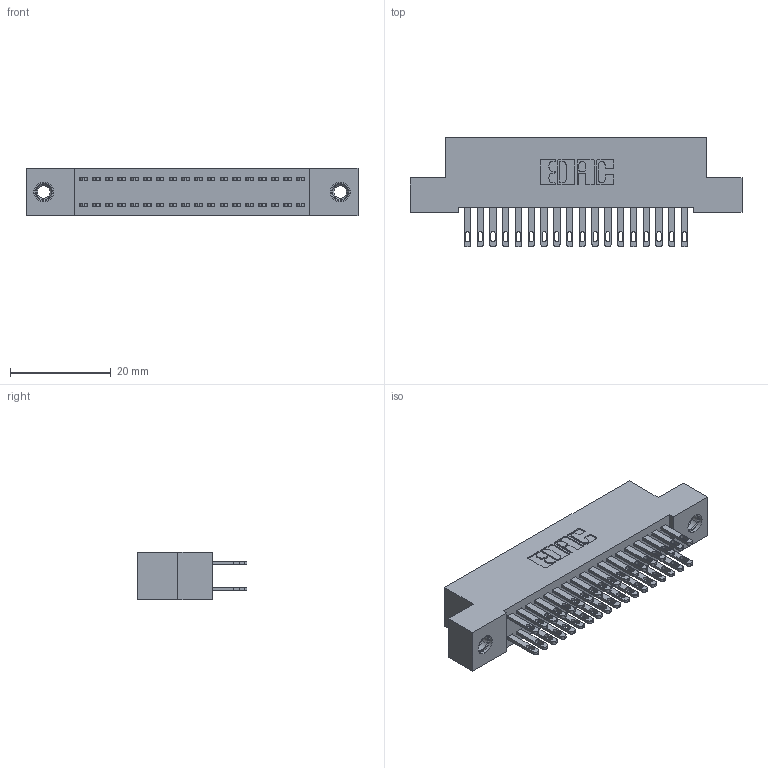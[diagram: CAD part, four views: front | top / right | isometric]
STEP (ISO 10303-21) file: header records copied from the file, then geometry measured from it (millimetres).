
FILE_DESCRIPTION (( 'STEP AP203' ), '1' );
FILE_NAME ('342-036-500-207.STEP', '2018-08-11T19:49:11', ( '' ), ( '' ), 'SwSTEP 2.0', 'SolidWorks 2016', '' );
FILE_SCHEMA (( 'CONFIG_CONTROL_DESIGN' ));
Length unit declared in the file: inch
Products named in the file (4): 342 Part_TI; 345-292-001_345-293-100; 345-250-001_345-250-005-103; 342-036-500-207
Assembly tree (39 placements, depth 2):
  342-036-500-207
    342 Part_TI
    345-292-001_345-293-100  x36
    345-250-001_345-250-005-103  x2
Bounding box: 66.04 x 21.85 x 9.4 mm (x, y, z)
Volume: 5917.4 mm3; surface area: 9411.1 mm2
Topology: 39 solids, 39 shells, 1898 faces, 5727 edges, 3810 vertices
Faces by surface type: plane 1178, cylinder 704, cone 12, torus 4
Entity records: 15668 total; most frequent: CARTESIAN_POINT 2605, ORIENTED_EDGE 2534, DIRECTION 2301, EDGE_CURVE 1267, LINE 1115, VECTOR 1115, VERTEX_POINT 840, AXIS2_PLACEMENT_3D 593
